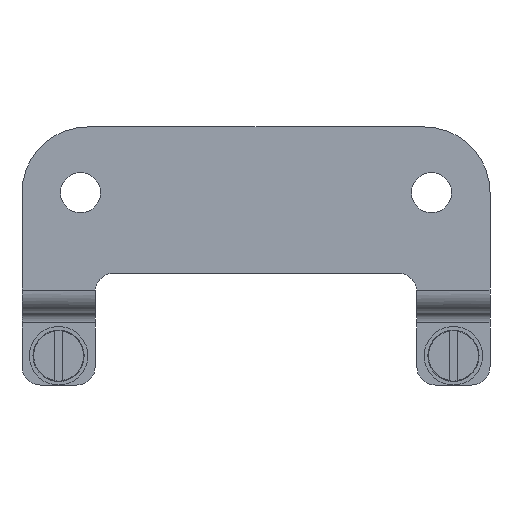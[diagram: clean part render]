
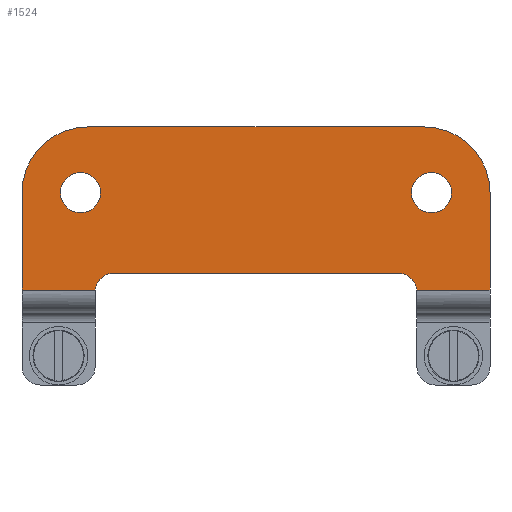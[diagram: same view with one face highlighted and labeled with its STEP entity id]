
A CAD part, front view. The second image highlights one B-rep face of the part: STEP entity #1524.
In plain terms, the highlighted face is planar.
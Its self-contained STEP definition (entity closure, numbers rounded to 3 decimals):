
#65=PLANE('',#1671);
#130=LINE('',#2402,#258);
#131=LINE('',#2416,#259);
#132=LINE('',#2418,#260);
#133=LINE('',#2422,#261);
#134=LINE('',#2425,#262);
#135=LINE('',#2429,#263);
#258=VECTOR('',#1914,1000.);
#259=VECTOR('',#1923,1000.);
#260=VECTOR('',#1924,1000.);
#261=VECTOR('',#1927,1000.);
#262=VECTOR('',#1930,1000.);
#263=VECTOR('',#1933,1000.);
#421=ORIENTED_EDGE('',*,*,#852,.F.);
#422=ORIENTED_EDGE('',*,*,#853,.F.);
#423=ORIENTED_EDGE('',*,*,#854,.F.);
#424=ORIENTED_EDGE('',*,*,#855,.F.);
#425=ORIENTED_EDGE('',*,*,#856,.T.);
#426=ORIENTED_EDGE('',*,*,#857,.T.);
#427=ORIENTED_EDGE('',*,*,#858,.F.);
#428=ORIENTED_EDGE('',*,*,#859,.T.);
#429=ORIENTED_EDGE('',*,*,#850,.T.);
#430=ORIENTED_EDGE('',*,*,#860,.T.);
#431=ORIENTED_EDGE('',*,*,#861,.F.);
#432=ORIENTED_EDGE('',*,*,#862,.F.);
#850=EDGE_CURVE('',#1061,#1060,#130,.T.);
#852=EDGE_CURVE('',#1062,#1062,#1194,.T.);
#853=EDGE_CURVE('',#1063,#1063,#1195,.T.);
#854=EDGE_CURVE('',#1064,#1065,#1196,.T.);
#855=EDGE_CURVE('',#1066,#1064,#131,.T.);
#856=EDGE_CURVE('',#1066,#1067,#132,.T.);
#857=EDGE_CURVE('',#1067,#1068,#1197,.T.);
#858=EDGE_CURVE('',#1069,#1068,#133,.T.);
#859=EDGE_CURVE('',#1069,#1061,#1198,.T.);
#860=EDGE_CURVE('',#1060,#1070,#134,.T.);
#861=EDGE_CURVE('',#1071,#1070,#1199,.T.);
#862=EDGE_CURVE('',#1065,#1071,#135,.T.);
#1060=VERTEX_POINT('',#2401);
#1061=VERTEX_POINT('',#2403);
#1062=VERTEX_POINT('',#2410);
#1063=VERTEX_POINT('',#2412);
#1064=VERTEX_POINT('',#2414);
#1065=VERTEX_POINT('',#2415);
#1066=VERTEX_POINT('',#2417);
#1067=VERTEX_POINT('',#2419);
#1068=VERTEX_POINT('',#2421);
#1069=VERTEX_POINT('',#2423);
#1070=VERTEX_POINT('',#2426);
#1071=VERTEX_POINT('',#2428);
#1194=CIRCLE('',#1672,2.75);
#1195=CIRCLE('',#1673,2.75);
#1196=CIRCLE('',#1674,9.);
#1197=CIRCLE('',#1675,2.5);
#1198=CIRCLE('',#1676,2.5);
#1199=CIRCLE('',#1677,9.);
#1274=EDGE_LOOP('',(#421));
#1275=EDGE_LOOP('',(#422));
#1276=EDGE_LOOP('',(#423,#424,#425,#426,#427,#428,#429,#430,#431,#432));
#1382=FACE_BOUND('',#1274,.T.);
#1383=FACE_BOUND('',#1275,.T.);
#1384=FACE_BOUND('',#1276,.T.);
#1524=ADVANCED_FACE('',(#1382,#1383,#1384),#65,.F.);
#1671=AXIS2_PLACEMENT_3D('',#2408,#1915,#1916);
#1672=AXIS2_PLACEMENT_3D('',#2409,#1917,#1918);
#1673=AXIS2_PLACEMENT_3D('',#2411,#1919,#1920);
#1674=AXIS2_PLACEMENT_3D('',#2413,#1921,#1922);
#1675=AXIS2_PLACEMENT_3D('',#2420,#1925,#1926);
#1676=AXIS2_PLACEMENT_3D('',#2424,#1928,#1929);
#1677=AXIS2_PLACEMENT_3D('',#2427,#1931,#1932);
#1914=DIRECTION('',(0.,0.,-1.));
#1915=DIRECTION('',(-1.,0.,0.));
#1916=DIRECTION('',(0.,0.,1.));
#1917=DIRECTION('',(1.,0.,0.));
#1918=DIRECTION('',(0.,0.,-1.));
#1919=DIRECTION('',(1.,0.,0.));
#1920=DIRECTION('',(0.,0.,-1.));
#1921=DIRECTION('',(-1.,0.,0.));
#1922=DIRECTION('',(0.,0.,1.));
#1923=DIRECTION('',(0.,1.,0.));
#1924=DIRECTION('',(0.,0.,-1.));
#1925=DIRECTION('',(-1.,0.,0.));
#1926=DIRECTION('',(0.,0.,1.));
#1927=DIRECTION('',(0.,0.,1.));
#1928=DIRECTION('',(-1.,0.,0.));
#1929=DIRECTION('',(0.,0.,1.));
#1930=DIRECTION('',(0.,1.,0.));
#1931=DIRECTION('',(-1.,0.,0.));
#1932=DIRECTION('',(0.,0.,1.));
#1933=DIRECTION('',(0.,0.,-1.));
#2401=CARTESIAN_POINT('',(0.,3.,-32.));
#2402=CARTESIAN_POINT('',(0.,3.,32.));
#2403=CARTESIAN_POINT('',(0.,3.,-21.992));
#2408=CARTESIAN_POINT('',(0.,3.,32.));
#2409=CARTESIAN_POINT('',(0.,16.3,-24.));
#2410=CARTESIAN_POINT('',(0.,16.3,-26.75));
#2411=CARTESIAN_POINT('',(0.,16.3,24.));
#2412=CARTESIAN_POINT('',(0.,16.3,21.25));
#2413=CARTESIAN_POINT('',(0.,16.3,23.));
#2414=CARTESIAN_POINT('',(0.,16.3,32.));
#2415=CARTESIAN_POINT('',(0.,25.3,23.));
#2416=CARTESIAN_POINT('',(0.,3.,32.));
#2417=CARTESIAN_POINT('',(0.,3.,32.));
#2418=CARTESIAN_POINT('',(0.,3.,32.));
#2419=CARTESIAN_POINT('',(0.,3.,21.992));
#2420=CARTESIAN_POINT('',(0.,2.8,19.5));
#2421=CARTESIAN_POINT('',(0.,5.3,19.5));
#2422=CARTESIAN_POINT('',(0.,5.3,32.));
#2423=CARTESIAN_POINT('',(0.,5.3,-19.5));
#2424=CARTESIAN_POINT('',(0.,2.8,-19.5));
#2425=CARTESIAN_POINT('',(0.,3.,-32.));
#2426=CARTESIAN_POINT('',(0.,16.3,-32.));
#2427=CARTESIAN_POINT('',(0.,16.3,-23.));
#2428=CARTESIAN_POINT('',(0.,25.3,-23.));
#2429=CARTESIAN_POINT('',(0.,25.3,32.));
